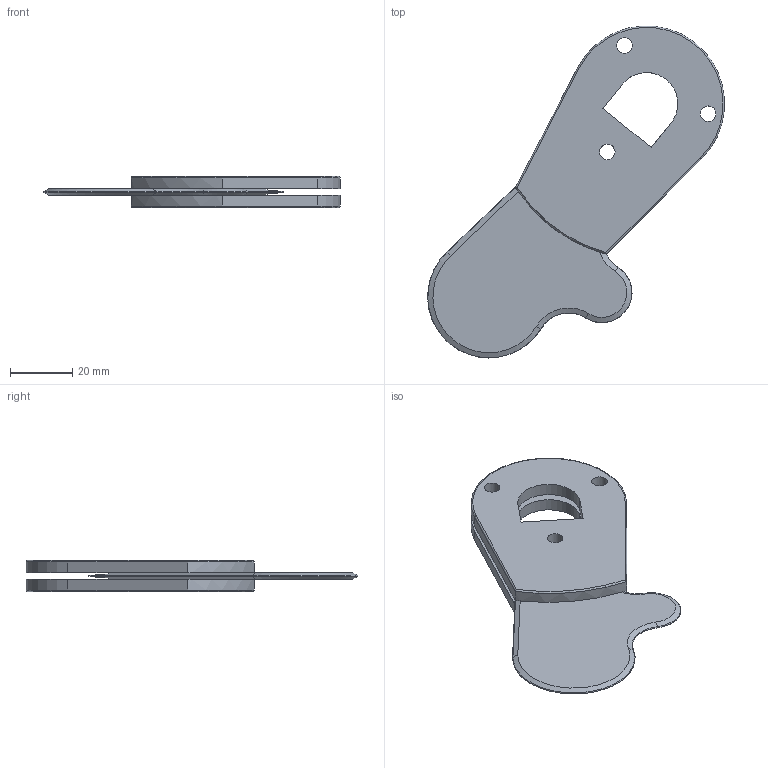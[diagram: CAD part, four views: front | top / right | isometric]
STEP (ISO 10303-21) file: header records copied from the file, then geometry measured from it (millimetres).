
FILE_DESCRIPTION( ('This file contains a STEP AP42 implementation' ,'as created by ZW3D STEP Interface translator.' ,'') ,'2;1' );
FILE_NAME( 'µ¶.ipt.stp' ,'251027.114723', (''), ('ZWCAD Software Co.'), 'Version 1.0', 'ZW3D to STEP translator', '' );
FILE_SCHEMA(('AUTOMOTIVE_DESIGN { 1 0 10303 214 1 1 1 1 }'));
Length unit declared in the file: millimetre
Products named in the file (1): 0
Bounding box: 95.24 x 106.59 x 10 mm (x, y, z)
Volume: 27303.4 mm3; surface area: 16057.8 mm2
Topology: 1 solids, 1 shells, 54 faces, 150 edges, 96 vertices
Faces by surface type: plane 21, cylinder 17, torus 8, cone 8
Full cylindrical faces by diameter (mm): 5 x5
Entity records: 1895 total; most frequent: CARTESIAN_POINT 367, DIRECTION 319, ORIENTED_EDGE 300, EDGE_CURVE 150, AXIS2_PLACEMENT_3D 122, VERTEX_POINT 96, VECTOR 75, LINE 75
